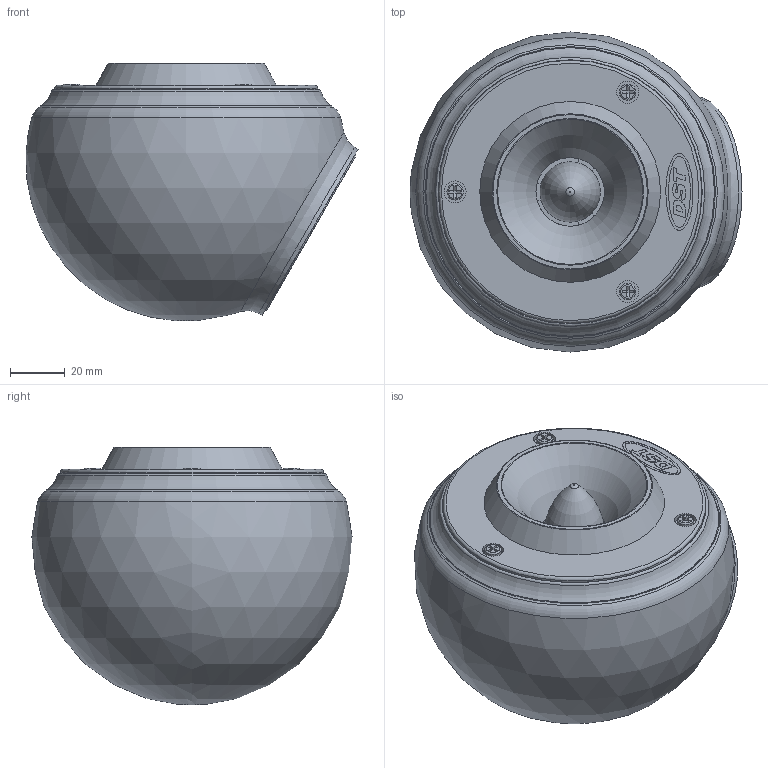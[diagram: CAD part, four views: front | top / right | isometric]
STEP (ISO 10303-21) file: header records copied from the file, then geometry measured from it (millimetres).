
FILE_DESCRIPTION(('STEP AP203'), '1');
FILE_NAME('鼁闉罻', '', ('UNSPECIFIED'), ('UNSPECIFIED'), 'C3D Converter', 'C3D Toolkit', '');
FILE_SCHEMA(('CONFIG_CONTROL_DESIGN'));
Length unit declared in the file: millimetre
Assembly tree (7 placements, depth 2):
  (unnamed)
    (unnamed)
    (unnamed)
    (unnamed)  x3
    (unnamed)
    (unnamed)
Bounding box: 121.2 x 116.91 x 94.01 mm (x, y, z)
Volume: 273363.3 mm3; surface area: 107702.9 mm2
Topology: 7 solids, 7 shells, 323 faces, 792 edges, 505 vertices
Faces by surface type: plane 167, cylinder 76, extrusion 32, torus 31, bspline 8, cone 7, sphere 2
Full cylindrical faces by diameter (mm): 4 x6, 4.5 x6, 6 x3, 8 x3, 40 x1, 65 x1, 66 x1, 70 x2, 72 x1, 96 x2
Entity records: 10878 total; most frequent: CARTESIAN_POINT 3653, ORIENTED_EDGE 1276, DIRECTION 1247, EDGE_CURVE 638, AXIS2_PLACEMENT_3D 449, VERTEX_POINT 443, EDGE_LOOP 367, VECTOR 349
